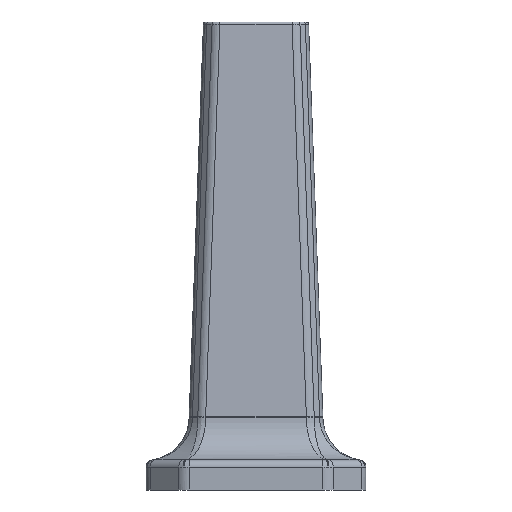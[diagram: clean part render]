
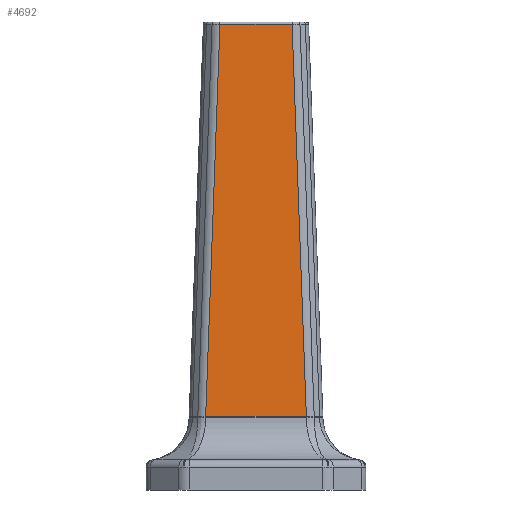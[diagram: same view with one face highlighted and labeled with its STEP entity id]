
A CAD part, front view. The second image highlights one B-rep face of the part: STEP entity #4692.
In plain terms, the highlighted planar face has unit normal (0, -0.999, 0.036).
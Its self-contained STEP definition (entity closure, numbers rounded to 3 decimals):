
#518=CARTESIAN_POINT('',(162.12,-180.803,627.109));
#519=VERTEX_POINT('',#518);
#552=CARTESIAN_POINT('',(64.999,-180.803,627.109));
#553=VERTEX_POINT('',#552);
#561=CARTESIAN_POINT('',(64.999,-180.803,627.109));
#562=DIRECTION('',(1.0,0.0,0.0));
#563=VECTOR('',#562,97.121);
#564=LINE('',#561,#563);
#565=EDGE_CURVE('',#553,#519,#564,.T.);
#4471=CARTESIAN_POINT('',(45.797,-200.007,99.0));
#4472=VERTEX_POINT('',#4471);
#4479=CARTESIAN_POINT('',(45.795,-200.007,99.0));
#4480=VERTEX_POINT('',#4479);
#4481=CARTESIAN_POINT('',(45.797,-200.007,99.0));
#4482=DIRECTION('',(-1.0,0.0,0.0));
#4483=VECTOR('',#4482,0.002);
#4484=LINE('',#4481,#4483);
#4485=EDGE_CURVE('',#4472,#4480,#4484,.T.);
#4529=CARTESIAN_POINT('',(45.795,-200.007,99.0));
#4530=DIRECTION('',(0.036,0.036,0.999));
#4531=VECTOR('',#4530,528.807);
#4532=LINE('',#4529,#4531);
#4533=EDGE_CURVE('',#4480,#553,#4532,.T.);
#4612=CARTESIAN_POINT('',(181.323,-200.007,99.));
#4613=VERTEX_POINT('',#4612);
#4623=CARTESIAN_POINT('',(181.322,-200.007,99.0));
#4624=VERTEX_POINT('',#4623);
#4625=CARTESIAN_POINT('',(181.323,-200.007,99.));
#4626=DIRECTION('',(-1.,0.,-0.002));
#4627=VECTOR('',#4626,0.002);
#4628=LINE('',#4625,#4627);
#4629=EDGE_CURVE('',#4613,#4624,#4628,.T.);
#4646=CARTESIAN_POINT('',(162.12,-180.803,627.109));
#4647=DIRECTION('',(0.036,-0.036,-0.999));
#4648=VECTOR('',#4647,528.807);
#4649=LINE('',#4646,#4648);
#4650=EDGE_CURVE('',#519,#4613,#4649,.T.);
#4670=CARTESIAN_POINT('',(181.322,-200.007,99.0));
#4671=DIRECTION('',(-1.0,0.0,0.0));
#4672=VECTOR('',#4671,135.525);
#4673=LINE('',#4670,#4672);
#4674=EDGE_CURVE('',#4624,#4472,#4673,.T.);
#4679=CARTESIAN_POINT('',(39.584,-200.007,99.0));
#4680=DIRECTION('',(0.,-0.999,0.036));
#4681=DIRECTION('',(0.0,-0.036,-0.999));
#4682=AXIS2_PLACEMENT_3D('',#4679,#4680,#4681);
#4683=PLANE('',#4682);
#4684=ORIENTED_EDGE('',*,*,#565,.F.);
#4685=ORIENTED_EDGE('',*,*,#4533,.F.);
#4686=ORIENTED_EDGE('',*,*,#4485,.F.);
#4687=ORIENTED_EDGE('',*,*,#4674,.F.);
#4688=ORIENTED_EDGE('',*,*,#4629,.F.);
#4689=ORIENTED_EDGE('',*,*,#4650,.F.);
#4690=EDGE_LOOP('',(#4684,#4685,#4686,#4687,#4688,#4689));
#4691=FACE_OUTER_BOUND('',#4690,.T.);
#4692=ADVANCED_FACE('',(#4691),#4683,.T.);
